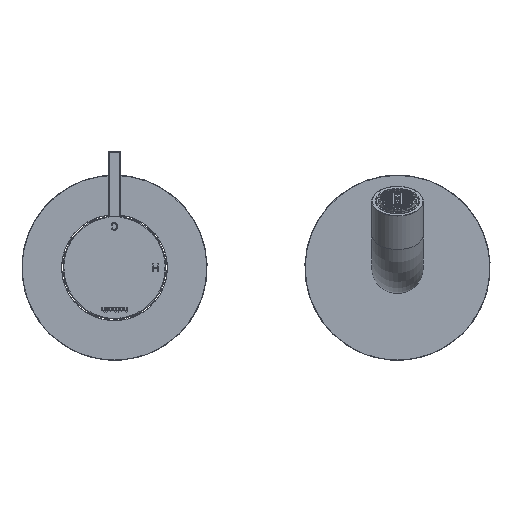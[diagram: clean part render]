
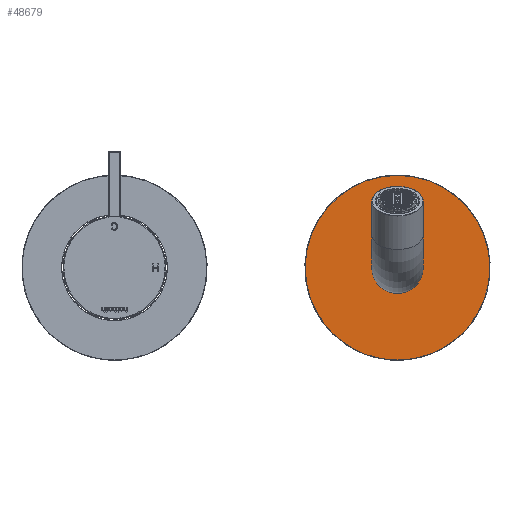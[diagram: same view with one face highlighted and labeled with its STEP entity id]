
A CAD part, front view. The second image highlights one B-rep face of the part: STEP entity #48679.
In plain terms, the highlighted face is planar.
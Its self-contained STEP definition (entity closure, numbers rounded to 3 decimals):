
#9737=PLANE('',#53009);
#13045=ORIENTED_EDGE('',*,*,#27881,.T.);
#13046=ORIENTED_EDGE('',*,*,#27880,.F.);
#27880=EDGE_CURVE('',#35407,#35407,#40312,.T.);
#27881=EDGE_CURVE('',#35408,#35408,#40313,.F.);
#35407=VERTEX_POINT('',#70037);
#35408=VERTEX_POINT('',#70040);
#40312=CIRCLE('',#53008,8.25);
#40313=CIRCLE('',#53010,35.9);
#41845=EDGE_LOOP('',(#13045));
#41846=EDGE_LOOP('',(#13046));
#45098=FACE_BOUND('',#41845,.T.);
#45099=FACE_BOUND('',#41846,.T.);
#48679=ADVANCED_FACE('',(#45098,#45099),#9737,.F.);
#53008=AXIS2_PLACEMENT_3D('',#70036,#57811,#57812);
#53009=AXIS2_PLACEMENT_3D('',#70038,#57813,#57814);
#53010=AXIS2_PLACEMENT_3D('',#70039,#57815,#57816);
#57811=DIRECTION('',(0.,1.,0.));
#57812=DIRECTION('',(1.,0.,0.));
#57813=DIRECTION('',(0.,-1.,0.));
#57814=DIRECTION('',(-1.,0.,0.));
#57815=DIRECTION('',(0.,-1.,0.));
#57816=DIRECTION('',(0.,0.,-1.));
#70036=CARTESIAN_POINT('',(0.,5.,0.));
#70037=CARTESIAN_POINT('',(8.25,5.,0.));
#70038=CARTESIAN_POINT('',(0.,5.,0.));
#70039=CARTESIAN_POINT('',(0.,5.,0.));
#70040=CARTESIAN_POINT('',(0.,5.,-35.9));
